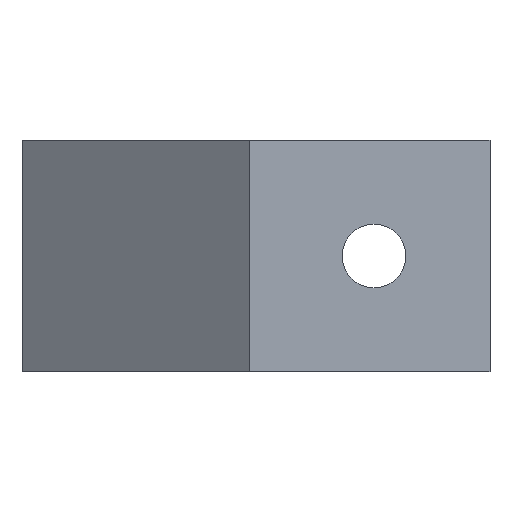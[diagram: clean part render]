
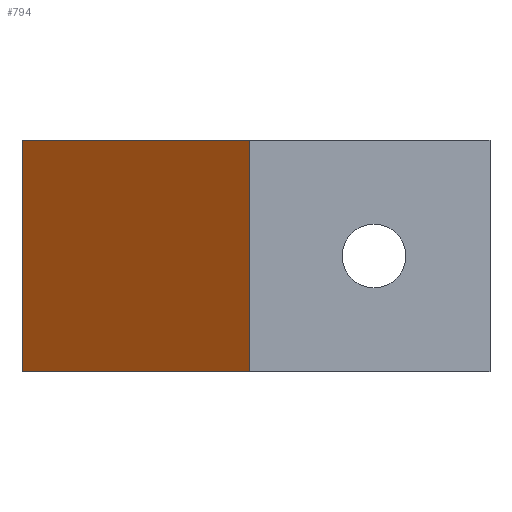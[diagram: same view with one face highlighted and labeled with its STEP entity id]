
A CAD part, left-side view. The second image highlights one B-rep face of the part: STEP entity #794.
In plain terms, the highlighted planar face has unit normal (-0.79, 0.613, 0).
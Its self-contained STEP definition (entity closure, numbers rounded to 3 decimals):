
#636=CARTESIAN_POINT('',(-49.711,40.35,-20.0));
#637=VERTEX_POINT('',#636);
#644=CARTESIAN_POINT('',(-34.461,60.,-20.0));
#645=VERTEX_POINT('',#644);
#646=CARTESIAN_POINT('',(-34.461,60.,-20.0));
#647=DIRECTION('',(-0.613,-0.79,0.0));
#648=VECTOR('',#647,24.873);
#649=LINE('',#646,#648);
#650=EDGE_CURVE('',#645,#637,#649,.T.);
#689=CARTESIAN_POINT('',(-34.461,60.,0.0));
#690=VERTEX_POINT('',#689);
#697=CARTESIAN_POINT('',(-49.711,40.35,0.0));
#698=VERTEX_POINT('',#697);
#699=CARTESIAN_POINT('',(-34.461,60.,0.0));
#700=DIRECTION('',(-0.613,-0.79,0.0));
#701=VECTOR('',#700,24.873);
#702=LINE('',#699,#701);
#703=EDGE_CURVE('',#690,#698,#702,.T.);
#767=CARTESIAN_POINT('',(-49.711,40.35,0.0));
#768=DIRECTION('',(0.0,0.0,-1.0));
#769=VECTOR('',#768,20.0);
#770=LINE('',#767,#769);
#771=EDGE_CURVE('',#698,#637,#770,.T.);
#778=CARTESIAN_POINT('',(-34.461,60.,0.0));
#779=DIRECTION('',(0.79,-0.613,0.0));
#780=DIRECTION('',(-0.613,-0.79,0.0));
#781=AXIS2_PLACEMENT_3D('',#778,#779,#780);
#782=PLANE('',#781);
#783=ORIENTED_EDGE('',*,*,#703,.F.);
#784=CARTESIAN_POINT('',(-34.461,60.,0.0));
#785=DIRECTION('',(0.0,0.0,-1.0));
#786=VECTOR('',#785,20.0);
#787=LINE('',#784,#786);
#788=EDGE_CURVE('',#690,#645,#787,.T.);
#789=ORIENTED_EDGE('',*,*,#788,.T.);
#790=ORIENTED_EDGE('',*,*,#650,.T.);
#791=ORIENTED_EDGE('',*,*,#771,.F.);
#792=EDGE_LOOP('',(#783,#789,#790,#791));
#793=FACE_OUTER_BOUND('',#792,.T.);
#794=ADVANCED_FACE('',(#793),#782,.F.);
